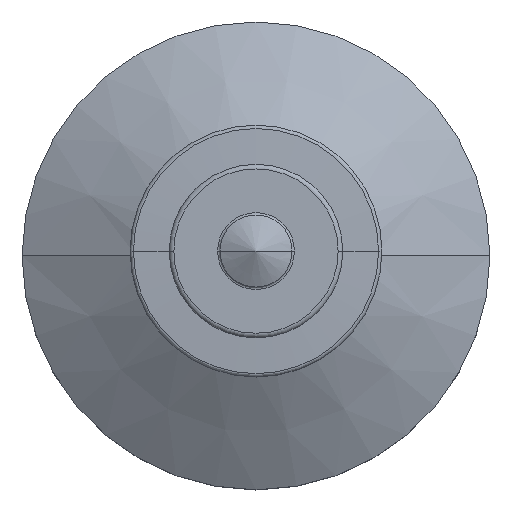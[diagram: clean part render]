
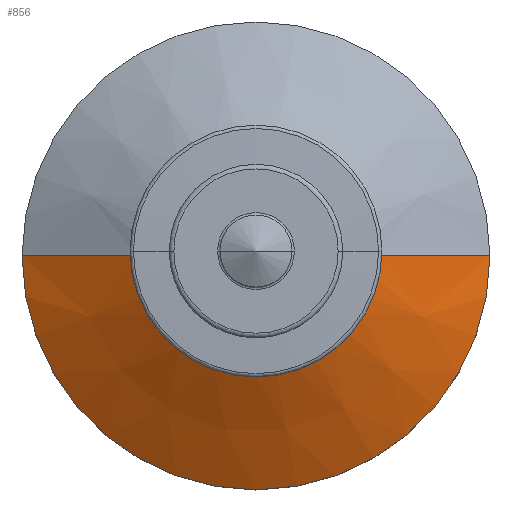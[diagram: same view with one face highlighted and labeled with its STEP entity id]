
A CAD part, top view. The second image highlights one B-rep face of the part: STEP entity #856.
In plain terms, the highlighted conical face has half-angle 60 degrees and reference radius 10 mm.
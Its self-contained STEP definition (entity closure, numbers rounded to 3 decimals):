
#56 = ORIENTED_EDGE ( 'NONE', *, *, #1234, .T. ) ;
#60 = DIRECTION ( 'NONE',  ( 0.866, 0., -0.5 ) ) ;
#282 = LINE ( 'NONE', #485, #585 ) ;
#287 = CARTESIAN_POINT ( 'NONE',  ( 19.5, 0., 8. ) ) ;
#419 = ORIENTED_EDGE ( 'NONE', *, *, #1579, .T. ) ;
#437 = AXIS2_PLACEMENT_3D ( 'NONE', #843, #835, #829 ) ;
#449 = FACE_OUTER_BOUND ( 'NONE', #1247, .T. ) ;
#485 = CARTESIAN_POINT ( 'NONE',  ( 10., 0., 13.485 ) ) ;
#494 = DIRECTION ( 'NONE',  ( -0.866, 0., -0.5 ) ) ;
#535 = CARTESIAN_POINT ( 'NONE',  ( -19.5, 0., 8. ) ) ;
#567 = VERTEX_POINT ( 'NONE', #535 ) ;
#571 = CIRCLE ( 'NONE', #1304, 10. ) ;
#585 = VECTOR ( 'NONE', #60, 1000. ) ;
#603 = EDGE_CURVE ( 'NONE', #1126, #1634, #282, .T. ) ;
#631 = AXIS2_PLACEMENT_3D ( 'NONE', #1460, #1452, #1705 ) ;
#678 = CARTESIAN_POINT ( 'NONE',  ( 10., 0., 13.485 ) ) ;
#683 = CARTESIAN_POINT ( 'NONE',  ( -10., 0., 13.485 ) ) ;
#829 = DIRECTION ( 'NONE',  ( 1., 0., 0. ) ) ;
#835 = DIRECTION ( 'NONE',  ( 0., 0., 1. ) ) ;
#843 = CARTESIAN_POINT ( 'NONE',  ( 0., 0., 8. ) ) ;
#856 = ADVANCED_FACE ( 'NONE', ( #449 ), #1433, .T. ) ;
#979 = CIRCLE ( 'NONE', #437, 19.5 ) ;
#1047 = VERTEX_POINT ( 'NONE', #1619 ) ;
#1059 = EDGE_CURVE ( 'NONE', #1047, #1126, #571, .T. ) ;
#1083 = DIRECTION ( 'NONE',  ( 1., 0., 0. ) ) ;
#1096 = ORIENTED_EDGE ( 'NONE', *, *, #603, .F. ) ;
#1121 = LINE ( 'NONE', #683, #1421 ) ;
#1126 = VERTEX_POINT ( 'NONE', #678 ) ;
#1194 = CARTESIAN_POINT ( 'NONE',  ( 0., 0., 13.485 ) ) ;
#1198 = DIRECTION ( 'NONE',  ( 0., 0., 1. ) ) ;
#1234 = EDGE_CURVE ( 'NONE', #1047, #567, #1121, .T. ) ;
#1247 = EDGE_LOOP ( 'NONE', ( #1096, #1435, #56, #419 ) ) ;
#1304 = AXIS2_PLACEMENT_3D ( 'NONE', #1194, #1198, #1083 ) ;
#1421 = VECTOR ( 'NONE', #494, 1000. ) ;
#1433 = CONICAL_SURFACE ( 'NONE', #631, 10., 1.047 ) ;
#1435 = ORIENTED_EDGE ( 'NONE', *, *, #1059, .F. ) ;
#1452 = DIRECTION ( 'NONE',  ( 0., 0., -1. ) ) ;
#1460 = CARTESIAN_POINT ( 'NONE',  ( 0., 0., 13.485 ) ) ;
#1579 = EDGE_CURVE ( 'NONE', #567, #1634, #979, .T. ) ;
#1619 = CARTESIAN_POINT ( 'NONE',  ( -10., 0., 13.485 ) ) ;
#1634 = VERTEX_POINT ( 'NONE', #287 ) ;
#1705 = DIRECTION ( 'NONE',  ( -1., 0., 0. ) ) ;
